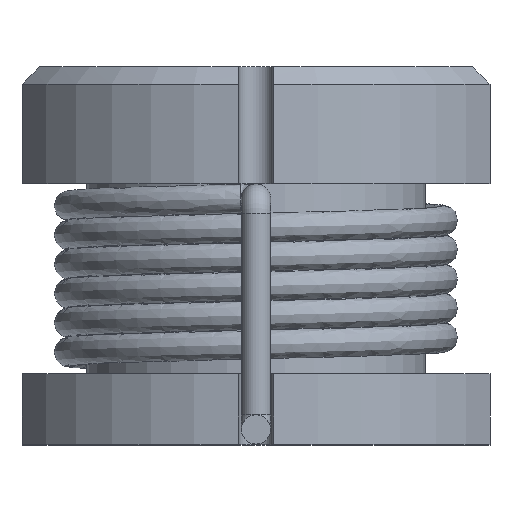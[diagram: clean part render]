
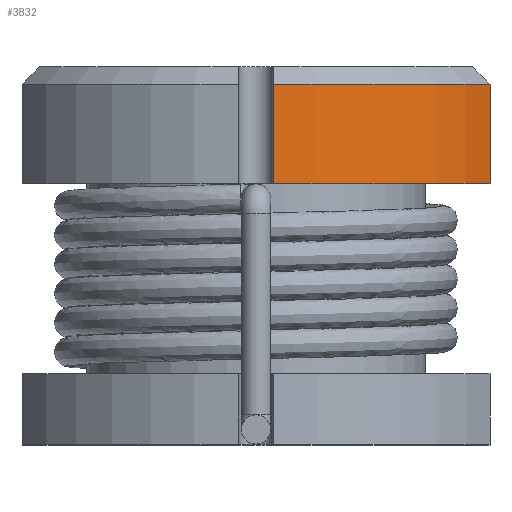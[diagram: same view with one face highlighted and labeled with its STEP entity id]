
A CAD part, left-side view. The second image highlights one B-rep face of the part: STEP entity #3832.
In plain terms, the highlighted cylindrical face has radius 2.25 mm (diameter 4.5 mm), a partial arc.
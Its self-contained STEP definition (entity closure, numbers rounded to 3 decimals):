
#3832 = ADVANCED_FACE('',(#3833),#3847,.T.);
#3833 = FACE_BOUND('',#3834,.F.);
#3834 = EDGE_LOOP('',(#3835,#3870,#3899,#3927));
#3835 = ORIENTED_EDGE('',*,*,#3836,.T.);
#3836 = EDGE_CURVE('',#3837,#3839,#3841,.T.);
#3837 = VERTEX_POINT('',#3838);
#3838 = CARTESIAN_POINT('',(-2.245,-0.15,2.225));
#3839 = VERTEX_POINT('',#3840);
#3840 = CARTESIAN_POINT('',(-2.245,-0.15,3.075));
#3841 = SURFACE_CURVE('',#3842,(#3846,#3858),.PCURVE_S1.);
#3842 = LINE('',#3843,#3844);
#3843 = CARTESIAN_POINT('',(-2.245,-0.15,2.225));
#3844 = VECTOR('',#3845,1.);
#3845 = DIRECTION('',(0.,0.,1.));
#3846 = PCURVE('',#3847,#3852);
#3847 = CYLINDRICAL_SURFACE('',#3848,2.25);
#3848 = AXIS2_PLACEMENT_3D('',#3849,#3850,#3851);
#3849 = CARTESIAN_POINT('',(0.,0.,2.225));
#3850 = DIRECTION('',(0.,0.,-1.));
#3851 = DIRECTION('',(0.,1.,0.));
#3852 = DEFINITIONAL_REPRESENTATION('',(#3853),#3857);
#3853 = LINE('',#3854,#3855);
#3854 = CARTESIAN_POINT('',(-1.638,0.));
#3855 = VECTOR('',#3856,1.);
#3856 = DIRECTION('',(0.,-1.));
#3857 = ( GEOMETRIC_REPRESENTATION_CONTEXT(2) 
PARAMETRIC_REPRESENTATION_CONTEXT() REPRESENTATION_CONTEXT('2D SPACE',''
  ) );
#3858 = PCURVE('',#3859,#3864);
#3859 = PLANE('',#3860);
#3860 = AXIS2_PLACEMENT_3D('',#3861,#3862,#3863);
#3861 = CARTESIAN_POINT('',(-2.245,-0.15,2.225));
#3862 = DIRECTION('',(0.,1.,0.));
#3863 = DIRECTION('',(1.,0.,0.));
#3864 = DEFINITIONAL_REPRESENTATION('',(#3865),#3869);
#3865 = LINE('',#3866,#3867);
#3866 = CARTESIAN_POINT('',(0.,0.));
#3867 = VECTOR('',#3868,1.);
#3868 = DIRECTION('',(0.,-1.));
#3869 = ( GEOMETRIC_REPRESENTATION_CONTEXT(2) 
PARAMETRIC_REPRESENTATION_CONTEXT() REPRESENTATION_CONTEXT('2D SPACE',''
  ) );
#3870 = ORIENTED_EDGE('',*,*,#3871,.T.);
#3871 = EDGE_CURVE('',#3839,#3872,#3874,.T.);
#3872 = VERTEX_POINT('',#3873);
#3873 = CARTESIAN_POINT('',(-1.031,-2.,3.075));
#3874 = SURFACE_CURVE('',#3875,(#3880,#3887),.PCURVE_S1.);
#3875 = CIRCLE('',#3876,2.25);
#3876 = AXIS2_PLACEMENT_3D('',#3877,#3878,#3879);
#3877 = CARTESIAN_POINT('',(0.,0.,
    3.075));
#3878 = DIRECTION('',(0.,0.,1.));
#3879 = DIRECTION('',(-0.998,-0.067,
    0.));
#3880 = PCURVE('',#3847,#3881);
#3881 = DEFINITIONAL_REPRESENTATION('',(#3882),#3886);
#3882 = LINE('',#3883,#3884);
#3883 = CARTESIAN_POINT('',(-1.638,-0.85));
#3884 = VECTOR('',#3885,1.);
#3885 = DIRECTION('',(-1.,0.));
#3886 = ( GEOMETRIC_REPRESENTATION_CONTEXT(2) 
PARAMETRIC_REPRESENTATION_CONTEXT() REPRESENTATION_CONTEXT('2D SPACE',''
  ) );
#3887 = PCURVE('',#3888,#3893);
#3888 = CONICAL_SURFACE('',#3889,2.25,0.785);
#3889 = AXIS2_PLACEMENT_3D('',#3890,#3891,#3892);
#3890 = CARTESIAN_POINT('',(0.,0.,
    3.075));
#3891 = DIRECTION('',(0.,0.,-1.));
#3892 = DIRECTION('',(-0.998,-0.067,
    0.));
#3893 = DEFINITIONAL_REPRESENTATION('',(#3894),#3898);
#3894 = LINE('',#3895,#3896);
#3895 = CARTESIAN_POINT('',(0.,0.));
#3896 = VECTOR('',#3897,1.);
#3897 = DIRECTION('',(-1.,0.));
#3898 = ( GEOMETRIC_REPRESENTATION_CONTEXT(2) 
PARAMETRIC_REPRESENTATION_CONTEXT() REPRESENTATION_CONTEXT('2D SPACE',''
  ) );
#3899 = ORIENTED_EDGE('',*,*,#3900,.F.);
#3900 = EDGE_CURVE('',#3901,#3872,#3903,.T.);
#3901 = VERTEX_POINT('',#3902);
#3902 = CARTESIAN_POINT('',(-1.031,-2.,2.225));
#3903 = SURFACE_CURVE('',#3904,(#3908,#3915),.PCURVE_S1.);
#3904 = LINE('',#3905,#3906);
#3905 = CARTESIAN_POINT('',(-1.031,-2.,2.225));
#3906 = VECTOR('',#3907,1.);
#3907 = DIRECTION('',(0.,0.,1.));
#3908 = PCURVE('',#3847,#3909);
#3909 = DEFINITIONAL_REPRESENTATION('',(#3910),#3914);
#3910 = LINE('',#3911,#3912);
#3911 = CARTESIAN_POINT('',(-2.666,0.));
#3912 = VECTOR('',#3913,1.);
#3913 = DIRECTION('',(0.,-1.));
#3914 = ( GEOMETRIC_REPRESENTATION_CONTEXT(2) 
PARAMETRIC_REPRESENTATION_CONTEXT() REPRESENTATION_CONTEXT('2D SPACE',''
  ) );
#3915 = PCURVE('',#3916,#3921);
#3916 = PLANE('',#3917);
#3917 = AXIS2_PLACEMENT_3D('',#3918,#3919,#3920);
#3918 = CARTESIAN_POINT('',(-1.031,-2.,2.225));
#3919 = DIRECTION('',(0.,1.,0.));
#3920 = DIRECTION('',(1.,0.,0.));
#3921 = DEFINITIONAL_REPRESENTATION('',(#3922),#3926);
#3922 = LINE('',#3923,#3924);
#3923 = CARTESIAN_POINT('',(0.,0.));
#3924 = VECTOR('',#3925,1.);
#3925 = DIRECTION('',(0.,-1.));
#3926 = ( GEOMETRIC_REPRESENTATION_CONTEXT(2) 
PARAMETRIC_REPRESENTATION_CONTEXT() REPRESENTATION_CONTEXT('2D SPACE',''
  ) );
#3927 = ORIENTED_EDGE('',*,*,#3928,.F.);
#3928 = EDGE_CURVE('',#3837,#3901,#3929,.T.);
#3929 = SURFACE_CURVE('',#3930,(#3935,#3942),.PCURVE_S1.);
#3930 = CIRCLE('',#3931,2.25);
#3931 = AXIS2_PLACEMENT_3D('',#3932,#3933,#3934);
#3932 = CARTESIAN_POINT('',(0.,0.,2.225));
#3933 = DIRECTION('',(0.,0.,1.));
#3934 = DIRECTION('',(0.,1.,0.));
#3935 = PCURVE('',#3847,#3936);
#3936 = DEFINITIONAL_REPRESENTATION('',(#3937),#3941);
#3937 = LINE('',#3938,#3939);
#3938 = CARTESIAN_POINT('',(0.,0.));
#3939 = VECTOR('',#3940,1.);
#3940 = DIRECTION('',(-1.,0.));
#3941 = ( GEOMETRIC_REPRESENTATION_CONTEXT(2) 
PARAMETRIC_REPRESENTATION_CONTEXT() REPRESENTATION_CONTEXT('2D SPACE',''
  ) );
#3942 = PCURVE('',#3943,#3948);
#3943 = PLANE('',#3944);
#3944 = AXIS2_PLACEMENT_3D('',#3945,#3946,#3947);
#3945 = CARTESIAN_POINT('',(0.,0.,
    2.225));
#3946 = DIRECTION('',(0.,0.,1.));
#3947 = DIRECTION('',(1.,0.,0.));
#3948 = DEFINITIONAL_REPRESENTATION('',(#3949),#3953);
#3949 = CIRCLE('',#3950,2.25);
#3950 = AXIS2_PLACEMENT_2D('',#3951,#3952);
#3951 = CARTESIAN_POINT('',(0.,0.));
#3952 = DIRECTION('',(0.,1.));
#3953 = ( GEOMETRIC_REPRESENTATION_CONTEXT(2) 
PARAMETRIC_REPRESENTATION_CONTEXT() REPRESENTATION_CONTEXT('2D SPACE',''
  ) );
